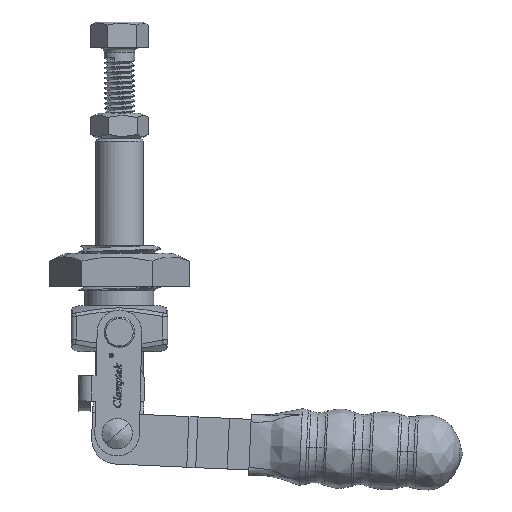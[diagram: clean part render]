
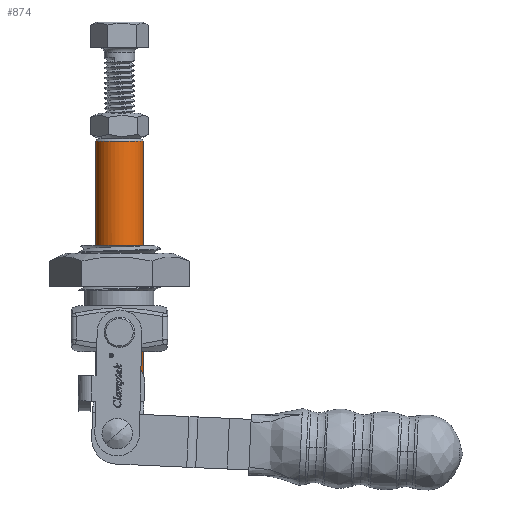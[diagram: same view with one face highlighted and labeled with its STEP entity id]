
A CAD part, front view. The second image highlights one B-rep face of the part: STEP entity #874.
In plain terms, the highlighted cylindrical face has radius 4.7 mm (diameter 9.4 mm), a partial arc.
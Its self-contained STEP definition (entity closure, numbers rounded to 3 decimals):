
#141 = CARTESIAN_POINT ( 'NONE',  ( 0.753, -4.64, 5.801 ) ) ;
#292 = CARTESIAN_POINT ( 'NONE',  ( 0.991, -4.595, 3.37 ) ) ;
#874 = ADVANCED_FACE ( 'NONE', ( #7057, #33825 ), #14965, .T. ) ;
#1159 = CARTESIAN_POINT ( 'NONE',  ( -0.916, -4.611, 3.308 ) ) ;
#1301 = CARTESIAN_POINT ( 'NONE',  ( -1.198, -4.547, 5.423 ) ) ;
#1941 = ORIENTED_EDGE ( 'NONE', *, *, #36645, .F. ) ;
#2811 = CARTESIAN_POINT ( 'NONE',  ( -4.7, 0., 52.7 ) ) ;
#3504 = CARTESIAN_POINT ( 'NONE',  ( 0.992, -4.595, 5.629 ) ) ;
#3605 = VECTOR ( 'NONE', #6151, 1000. ) ;
#3640 = CARTESIAN_POINT ( 'NONE',  ( 0.754, -4.64, 3.2 ) ) ;
#3723 = EDGE_CURVE ( 'NONE', #13294, #7407, #30573, .T. ) ;
#4520 = CARTESIAN_POINT ( 'NONE',  ( -1.199, -4.547, 3.578 ) ) ;
#4657 = CARTESIAN_POINT ( 'NONE',  ( -0.916, -4.611, 5.692 ) ) ;
#4685 = CARTESIAN_POINT ( 'NONE',  ( 0., 0., 52.7 ) ) ;
#5332 = VERTEX_POINT ( 'NONE', #35393 ) ;
#5425 = CARTESIAN_POINT ( 'NONE',  ( 0., -4.7, 3. ) ) ;
#6151 = DIRECTION ( 'NONE',  ( 0., 0., -1. ) ) ;
#6846 = CARTESIAN_POINT ( 'NONE',  ( 1.31, -4.514, 5.257 ) ) ;
#6995 = CARTESIAN_POINT ( 'NONE',  ( 0.395, -4.687, 3.04 ) ) ;
#7057 = FACE_OUTER_BOUND ( 'NONE', #43000, .T. ) ;
#7198 = B_SPLINE_CURVE_WITH_KNOTS ( 'NONE', 3,
 ( #34575, #37814, #17880, #41344, #21251, #1159, #24638, #4520, #27987, #7875, #31339, #11280, #34725, #14658, #38102, #18018, #41477, #21389, #1301, #24779, #4657, #28128, #8020, #31481, #11426, #34854, #14797, #38242 ),
 .UNSPECIFIED., .F., .F.,
 ( 4, 2, 2, 2, 2, 2, 2, 2, 2, 2, 2, 2, 2, 4 ),
 ( 0.005, 0.005, 0.006, 0.006, 0.006, 0.007, 0.007, 0.007, 0.008, 0.008, 0.009, 0.009, 0.009, 0.009 ),
 .UNSPECIFIED. ) ;
#7407 = VERTEX_POINT ( 'NONE', #5425 ) ;
#7572 = ORIENTED_EDGE ( 'NONE', *, *, #36920, .T. ) ;
#7875 = CARTESIAN_POINT ( 'NONE',  ( -1.423, -4.48, 4.015 ) ) ;
#8020 = CARTESIAN_POINT ( 'NONE',  ( -0.668, -4.653, 5.847 ) ) ;
#8621 = VERTEX_POINT ( 'NONE', #40200 ) ;
#9356 = VERTEX_POINT ( 'NONE', #12618 ) ;
#10090 = CARTESIAN_POINT ( 'NONE',  ( 0.1, -4.7, 6. ) ) ;
#10249 = CARTESIAN_POINT ( 'NONE',  ( 1.5, -4.454, 4.698 ) ) ;
#10398 = CARTESIAN_POINT ( 'NONE',  ( 0., -4.7, 3. ) ) ;
#11280 = CARTESIAN_POINT ( 'NONE',  ( -1.49, -4.458, 4.301 ) ) ;
#11426 = CARTESIAN_POINT ( 'NONE',  ( -0.391, -4.685, 5.952 ) ) ;
#12618 = CARTESIAN_POINT ( 'NONE',  ( -4.7, 0., 52.2 ) ) ;
#12908 = ORIENTED_EDGE ( 'NONE', *, *, #3723, .T. ) ;
#13294 = VERTEX_POINT ( 'NONE', #33761 ) ;
#13515 = CARTESIAN_POINT ( 'NONE',  ( 0., -4.7, 6. ) ) ;
#13661 = CARTESIAN_POINT ( 'NONE',  ( 1.49, -4.458, 4.302 ) ) ;
#13686 = CARTESIAN_POINT ( 'NONE',  ( 0., 0., 52.2 ) ) ;
#14658 = CARTESIAN_POINT ( 'NONE',  ( -1.5, -4.454, 4.599 ) ) ;
#14797 = CARTESIAN_POINT ( 'NONE',  ( -0.1, -4.7, 6. ) ) ;
#14965 = CYLINDRICAL_SURFACE ( 'NONE', #43541, 4.7 ) ;
#15491 = EDGE_CURVE ( 'NONE', #8621, #5332, #41508, .T. ) ;
#16238 = ORIENTED_EDGE ( 'NONE', *, *, #15491, .T. ) ;
#16863 = CARTESIAN_POINT ( 'NONE',  ( 0.39, -4.685, 5.952 ) ) ;
#17010 = CARTESIAN_POINT ( 'NONE',  ( 1.423, -4.48, 4.015 ) ) ;
#17039 = DIRECTION ( 'NONE',  ( 1., 0., 0. ) ) ;
#17880 = CARTESIAN_POINT ( 'NONE',  ( -0.395, -4.687, 3.04 ) ) ;
#18018 = CARTESIAN_POINT ( 'NONE',  ( -1.452, -4.47, 4.89 ) ) ;
#18634 = DIRECTION ( 'NONE',  ( 0., 0., 1. ) ) ;
#18752 = EDGE_CURVE ( 'NONE', #9356, #8621, #30344, .T. ) ;
#20251 = CARTESIAN_POINT ( 'NONE',  ( 0.668, -4.653, 5.847 ) ) ;
#20407 = CARTESIAN_POINT ( 'NONE',  ( 1.199, -4.547, 3.577 ) ) ;
#21251 = CARTESIAN_POINT ( 'NONE',  ( -0.754, -4.64, 3.2 ) ) ;
#21389 = CARTESIAN_POINT ( 'NONE',  ( -1.31, -4.514, 5.257 ) ) ;
#23632 = CARTESIAN_POINT ( 'NONE',  ( 0.916, -4.611, 5.692 ) ) ;
#23785 = CARTESIAN_POINT ( 'NONE',  ( 0.916, -4.611, 3.308 ) ) ;
#24638 = CARTESIAN_POINT ( 'NONE',  ( -0.991, -4.595, 3.37 ) ) ;
#24779 = CARTESIAN_POINT ( 'NONE',  ( -0.992, -4.595, 5.629 ) ) ;
#26980 = CARTESIAN_POINT ( 'NONE',  ( 1.198, -4.547, 5.423 ) ) ;
#27130 = CARTESIAN_POINT ( 'NONE',  ( 0.666, -4.653, 3.152 ) ) ;
#27987 = CARTESIAN_POINT ( 'NONE',  ( -1.309, -4.515, 3.741 ) ) ;
#28128 = CARTESIAN_POINT ( 'NONE',  ( -0.753, -4.64, 5.801 ) ) ;
#28472 = CARTESIAN_POINT ( 'NONE',  ( 4.7, 0., 52.2 ) ) ;
#29013 = AXIS2_PLACEMENT_3D ( 'NONE', #13686, #37109, #17039 ) ;
#30181 = CARTESIAN_POINT ( 'NONE',  ( 0.198, -4.697, 5.99 ) ) ;
#30314 = CARTESIAN_POINT ( 'NONE',  ( 1.46, -4.468, 4.896 ) ) ;
#30344 = LINE ( 'NONE', #2811, #3605 ) ;
#30454 = AXIS2_PLACEMENT_3D ( 'NONE', #38711, #18634, #42083 ) ;
#30459 = CARTESIAN_POINT ( 'NONE',  ( 0.197, -4.7, 3. ) ) ;
#30573 = B_SPLINE_CURVE_WITH_KNOTS ( 'NONE', 3,
 ( #13515, #10090, #30181, #16863, #40330, #20251, #141, #23632, #3504, #26980, #6846, #30314, #10249, #33685, #13661, #37088, #17010, #40472, #20407, #292, #23785, #3640, #27130, #6995, #30459, #10398 ),
 .UNSPECIFIED., .F., .F.,
 ( 4, 2, 2, 2, 2, 2, 2, 2, 2, 2, 2, 2, 4 ),
 ( 0., 0., 0.001, 0.001, 0.001, 0.002, 0.002, 0.003, 0.003, 0.004, 0.004, 0.004, 0.005 ),
 .UNSPECIFIED. ) ;
#30575 = ORIENTED_EDGE ( 'NONE', *, *, #18752, .T. ) ;
#31339 = CARTESIAN_POINT ( 'NONE',  ( -1.451, -4.47, 4.109 ) ) ;
#31481 = CARTESIAN_POINT ( 'NONE',  ( -0.486, -4.676, 5.922 ) ) ;
#32424 = DIRECTION ( 'NONE',  ( 0., 0., -1. ) ) ;
#33685 = CARTESIAN_POINT ( 'NONE',  ( 1.5, -4.454, 4.402 ) ) ;
#33761 = CARTESIAN_POINT ( 'NONE',  ( 0., -4.7, 6. ) ) ;
#33825 = FACE_BOUND ( 'NONE', #43294, .T. ) ;
#34462 = LINE ( 'NONE', #35799, #41302 ) ;
#34575 = CARTESIAN_POINT ( 'NONE',  ( 0., -4.7, 3. ) ) ;
#34725 = CARTESIAN_POINT ( 'NONE',  ( -1.5, -4.454, 4.401 ) ) ;
#34854 = CARTESIAN_POINT ( 'NONE',  ( -0.198, -4.697, 5.99 ) ) ;
#35393 = CARTESIAN_POINT ( 'NONE',  ( 4.7, 0., 1. ) ) ;
#35799 = CARTESIAN_POINT ( 'NONE',  ( 4.7, 0., 52.7 ) ) ;
#36323 = ORIENTED_EDGE ( 'NONE', *, *, #42008, .T. ) ;
#36572 = VERTEX_POINT ( 'NONE', #28472 ) ;
#36645 = EDGE_CURVE ( 'NONE', #36572, #5332, #34462, .T. ) ;
#36920 = EDGE_CURVE ( 'NONE', #36572, #9356, #37061, .T. ) ;
#37061 = CIRCLE ( 'NONE', #29013, 4.7 ) ;
#37088 = CARTESIAN_POINT ( 'NONE',  ( 1.451, -4.47, 4.109 ) ) ;
#37109 = DIRECTION ( 'NONE',  ( 0., 0., -1. ) ) ;
#37814 = CARTESIAN_POINT ( 'NONE',  ( -0.197, -4.7, 3. ) ) ;
#38102 = CARTESIAN_POINT ( 'NONE',  ( -1.49, -4.458, 4.697 ) ) ;
#38242 = CARTESIAN_POINT ( 'NONE',  ( 0., -4.7, 6. ) ) ;
#38411 = DIRECTION ( 'NONE',  ( -1., 0., 0. ) ) ;
#38711 = CARTESIAN_POINT ( 'NONE',  ( 0., 0., 1. ) ) ;
#40200 = CARTESIAN_POINT ( 'NONE',  ( -4.7, 0., 1. ) ) ;
#40330 = CARTESIAN_POINT ( 'NONE',  ( 0.486, -4.676, 5.922 ) ) ;
#40472 = CARTESIAN_POINT ( 'NONE',  ( 1.309, -4.515, 3.742 ) ) ;
#41302 = VECTOR ( 'NONE', #32424, 1000. ) ;
#41344 = CARTESIAN_POINT ( 'NONE',  ( -0.667, -4.653, 3.153 ) ) ;
#41477 = CARTESIAN_POINT ( 'NONE',  ( -1.423, -4.48, 4.986 ) ) ;
#41508 = CIRCLE ( 'NONE', #30454, 4.7 ) ;
#41795 = DIRECTION ( 'NONE',  ( 0., 0., -1. ) ) ;
#42008 = EDGE_CURVE ( 'NONE', #7407, #13294, #7198, .T. ) ;
#42083 = DIRECTION ( 'NONE',  ( 1., 0., 0. ) ) ;
#43000 = EDGE_LOOP ( 'NONE', ( #1941, #7572, #30575, #16238 ) ) ;
#43294 = EDGE_LOOP ( 'NONE', ( #12908, #36323 ) ) ;
#43541 = AXIS2_PLACEMENT_3D ( 'NONE', #4685, #41795, #38411 ) ;
